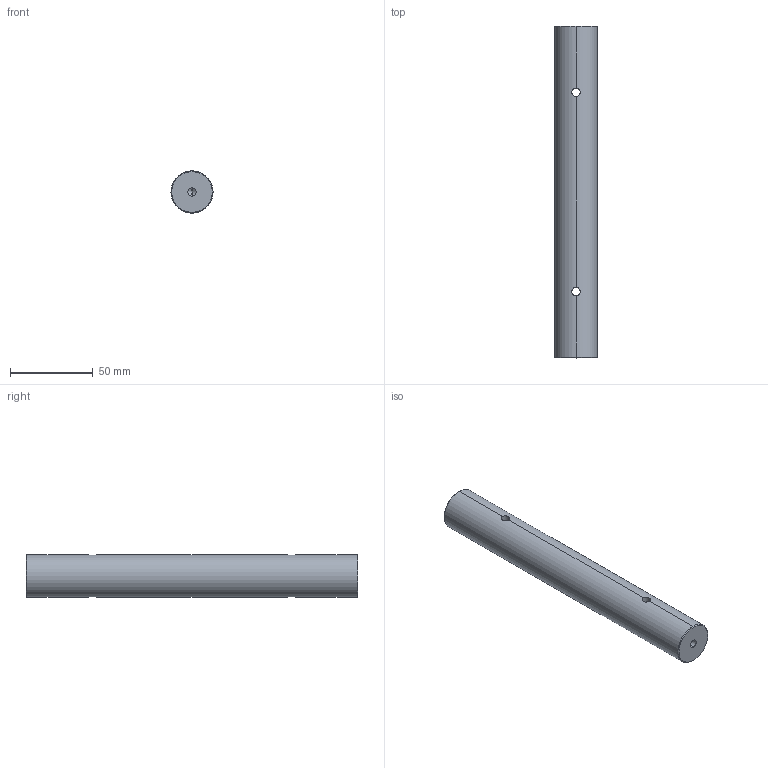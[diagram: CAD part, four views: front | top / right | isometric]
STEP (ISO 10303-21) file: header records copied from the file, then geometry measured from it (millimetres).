
FILE_DESCRIPTION (( 'STEP AP203' ), '1' );
FILE_NAME ('GCM-030636M.STEP', '2017-08-04T01:10:45', ( 'Lxtx999.CoM' ), ( 'Lxtx999.CoM' ), 'SwSTEP 2.0', 'SolidWorks 2012', '' );
FILE_SCHEMA (( 'CONFIG_CONTROL_DESIGN' ));
Length unit declared in the file: millimetre
Products named in the file (1): GCM-030636M
Bounding box: 25.4 x 200 x 25.4 mm (x, y, z)
Volume: 99838.3 mm3; surface area: 18020.1 mm2
Topology: 1 solids, 1 shells, 20 faces, 58 edges, 34 vertices
Faces by surface type: cylinder 10, cone 8, plane 2
Entity records: 919 total; most frequent: CARTESIAN_POINT 349, ORIENTED_EDGE 108, DIRECTION 96, EDGE_CURVE 54, AXIS2_PLACEMENT_3D 37, VERTEX_POINT 34, VECTOR 22, EDGE_LOOP 22
